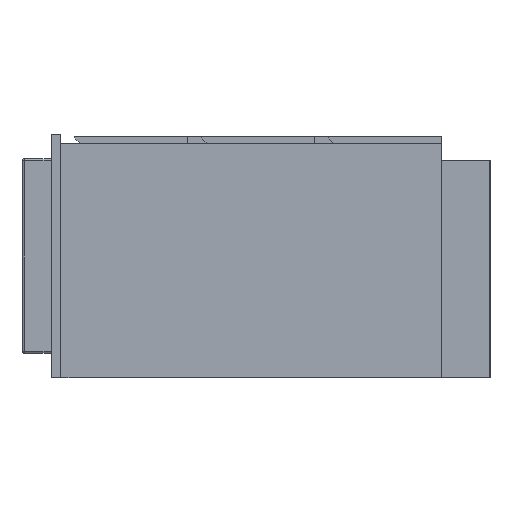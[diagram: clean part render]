
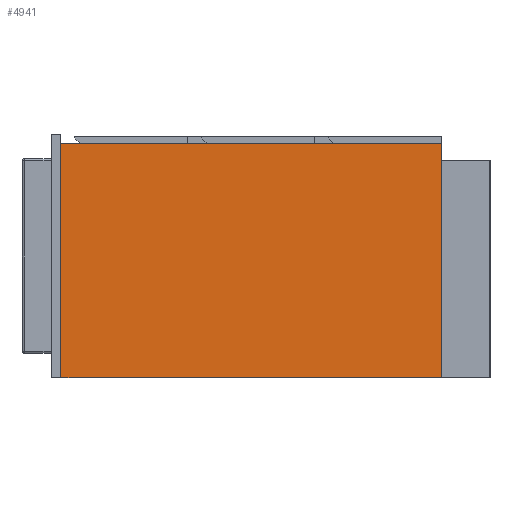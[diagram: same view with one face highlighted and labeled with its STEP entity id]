
A CAD part, left-side view. The second image highlights one B-rep face of the part: STEP entity #4941.
In plain terms, the highlighted planar face has unit normal (-1, 0, 0).
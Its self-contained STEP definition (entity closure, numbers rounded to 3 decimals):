
#77 = PLANE ( 'NONE',  #2376 ) ;
#362 = EDGE_CURVE ( 'NONE', #6601, #462, #3378, .T. ) ;
#378 = VERTEX_POINT ( 'NONE', #3349 ) ;
#462 = VERTEX_POINT ( 'NONE', #6341 ) ;
#1138 = CARTESIAN_POINT ( 'NONE',  ( -894., -390., 480. ) ) ;
#1188 = CARTESIAN_POINT ( 'NONE',  ( -894., 390., 480. ) ) ;
#1457 = CARTESIAN_POINT ( 'NONE',  ( -894., -390., 480. ) ) ;
#1467 = VECTOR ( 'NONE', #3149, 1000. ) ;
#1602 = VERTEX_POINT ( 'NONE', #4583 ) ;
#1622 = EDGE_CURVE ( 'NONE', #6601, #1602, #2010, .T. ) ;
#2010 = LINE ( 'NONE', #1138, #2275 ) ;
#2024 = EDGE_LOOP ( 'NONE', ( #6206, #4537, #5402, #4946 ) ) ;
#2137 = EDGE_CURVE ( 'NONE', #1602, #378, #5780, .T. ) ;
#2275 = VECTOR ( 'NONE', #5213, 1000. ) ;
#2376 = AXIS2_PLACEMENT_3D ( 'NONE', #1188, #5306, #2918 ) ;
#2524 = EDGE_CURVE ( 'NONE', #462, #378, #4514, .T. ) ;
#2918 = DIRECTION ( 'NONE',  ( 0., 0., 1. ) ) ;
#3149 = DIRECTION ( 'NONE',  ( 0., 0., -1. ) ) ;
#3349 = CARTESIAN_POINT ( 'NONE',  ( -894., 390., 0. ) ) ;
#3378 = LINE ( 'NONE', #7300, #7258 ) ;
#3845 = DIRECTION ( 'NONE',  ( 0., 1., 0. ) ) ;
#4064 = VECTOR ( 'NONE', #5555, 1000. ) ;
#4514 = LINE ( 'NONE', #4904, #1467 ) ;
#4537 = ORIENTED_EDGE ( 'NONE', *, *, #1622, .F. ) ;
#4583 = CARTESIAN_POINT ( 'NONE',  ( -894., -390., 0. ) ) ;
#4904 = CARTESIAN_POINT ( 'NONE',  ( -894., 390., 480. ) ) ;
#4941 = ADVANCED_FACE ( 'NONE', ( #7212 ), #77, .T. ) ;
#4946 = ORIENTED_EDGE ( 'NONE', *, *, #2524, .T. ) ;
#5213 = DIRECTION ( 'NONE',  ( 0., 0., -1. ) ) ;
#5306 = DIRECTION ( 'NONE',  ( -1., 0., 0. ) ) ;
#5402 = ORIENTED_EDGE ( 'NONE', *, *, #362, .T. ) ;
#5555 = DIRECTION ( 'NONE',  ( 0., 1., 0. ) ) ;
#5780 = LINE ( 'NONE', #6152, #4064 ) ;
#6152 = CARTESIAN_POINT ( 'NONE',  ( -894., 390., 0. ) ) ;
#6206 = ORIENTED_EDGE ( 'NONE', *, *, #2137, .F. ) ;
#6341 = CARTESIAN_POINT ( 'NONE',  ( -894., 390., 480. ) ) ;
#6601 = VERTEX_POINT ( 'NONE', #1457 ) ;
#7212 = FACE_OUTER_BOUND ( 'NONE', #2024, .T. ) ;
#7258 = VECTOR ( 'NONE', #3845, 1000. ) ;
#7300 = CARTESIAN_POINT ( 'NONE',  ( -894., 390., 480. ) ) ;
